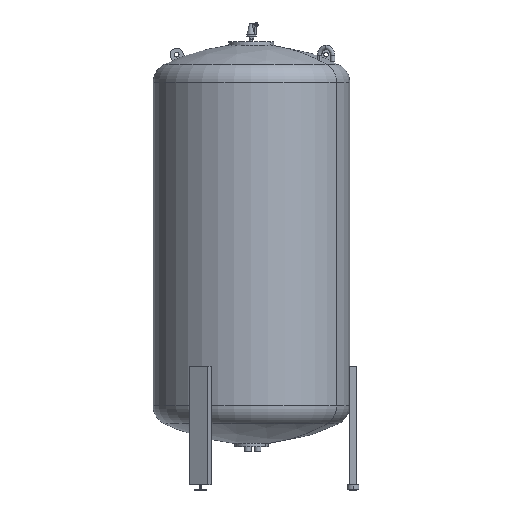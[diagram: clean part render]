
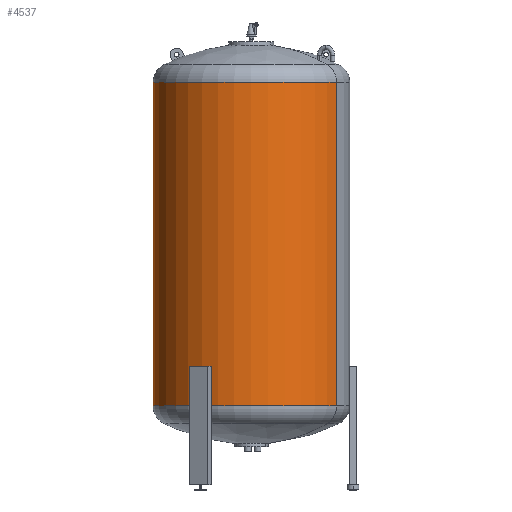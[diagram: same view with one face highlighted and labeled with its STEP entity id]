
A CAD part, left-side view. The second image highlights one B-rep face of the part: STEP entity #4537.
In plain terms, the highlighted cylindrical face has radius 750 mm (diameter 1500 mm), a partial arc.
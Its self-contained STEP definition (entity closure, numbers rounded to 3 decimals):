
#33 = AXIS2_PLACEMENT_3D ( 'NONE', #3790, #3069, #473 ) ;
#60 = CARTESIAN_POINT ( 'NONE',  ( 375., 649.519, 1875. ) ) ;
#175 = CIRCLE ( 'NONE', #3497, 750. ) ;
#250 = EDGE_CURVE ( 'NONE', #3989, #825, #560, .T. ) ;
#255 = LINE ( 'NONE', #4635, #1061 ) ;
#266 = EDGE_CURVE ( 'NONE', #2215, #4049, #175, .T. ) ;
#473 = DIRECTION ( 'NONE',  ( -0.5, -0.866, 0. ) ) ;
#506 = DIRECTION ( 'NONE',  ( 0., 0., 1. ) ) ;
#539 = CARTESIAN_POINT ( 'NONE',  ( 0., 0., 3109.339 ) ) ;
#560 = CIRCLE ( 'NONE', #1845, 750. ) ;
#666 = DIRECTION ( 'NONE',  ( 0.5, 0.866, 0. ) ) ;
#825 = VERTEX_POINT ( 'NONE', #3761 ) ;
#952 = ORIENTED_EDGE ( 'NONE', *, *, #3755, .T. ) ;
#1061 = VECTOR ( 'NONE', #2767, 1000. ) ;
#1287 = FACE_OUTER_BOUND ( 'NONE', #1489, .T. ) ;
#1489 = EDGE_LOOP ( 'NONE', ( #2009, #3546, #952, #4193 ) ) ;
#1509 = EDGE_CURVE ( 'NONE', #825, #4049, #2990, .T. ) ;
#1552 = CYLINDRICAL_SURFACE ( 'NONE', #33, 750. ) ;
#1845 = AXIS2_PLACEMENT_3D ( 'NONE', #4231, #3833, #3464 ) ;
#2009 = ORIENTED_EDGE ( 'NONE', *, *, #1509, .F. ) ;
#2142 = CARTESIAN_POINT ( 'NONE',  ( -375., -649.519, 3109.339 ) ) ;
#2215 = VERTEX_POINT ( 'NONE', #2142 ) ;
#2767 = DIRECTION ( 'NONE',  ( 0., 0., 1. ) ) ;
#2990 = LINE ( 'NONE', #60, #3429 ) ;
#3069 = DIRECTION ( 'NONE',  ( 0., 0., 1. ) ) ;
#3429 = VECTOR ( 'NONE', #506, 1000. ) ;
#3464 = DIRECTION ( 'NONE',  ( 0.5, 0.866, 0. ) ) ;
#3497 = AXIS2_PLACEMENT_3D ( 'NONE', #539, #4282, #666 ) ;
#3546 = ORIENTED_EDGE ( 'NONE', *, *, #250, .F. ) ;
#3755 = EDGE_CURVE ( 'NONE', #3989, #2215, #255, .T. ) ;
#3761 = CARTESIAN_POINT ( 'NONE',  ( 375., 649.519, 640.661 ) ) ;
#3790 = CARTESIAN_POINT ( 'NONE',  ( 0., 0., 1875. ) ) ;
#3833 = DIRECTION ( 'NONE',  ( 0., 0., -1. ) ) ;
#3860 = CARTESIAN_POINT ( 'NONE',  ( -375., -649.519, 640.661 ) ) ;
#3989 = VERTEX_POINT ( 'NONE', #3860 ) ;
#4049 = VERTEX_POINT ( 'NONE', #4395 ) ;
#4193 = ORIENTED_EDGE ( 'NONE', *, *, #266, .T. ) ;
#4231 = CARTESIAN_POINT ( 'NONE',  ( 0., 0., 640.661 ) ) ;
#4282 = DIRECTION ( 'NONE',  ( 0., 0., -1. ) ) ;
#4395 = CARTESIAN_POINT ( 'NONE',  ( 375., 649.519, 3109.339 ) ) ;
#4537 = ADVANCED_FACE ( 'NONE', ( #1287 ), #1552, .T. ) ;
#4635 = CARTESIAN_POINT ( 'NONE',  ( -375., -649.519, 1875. ) ) ;
